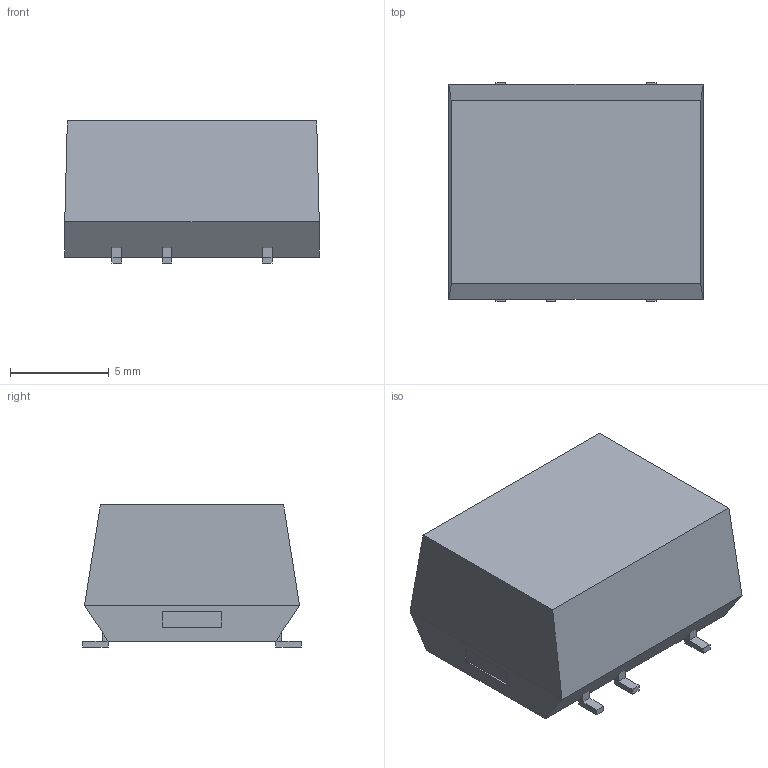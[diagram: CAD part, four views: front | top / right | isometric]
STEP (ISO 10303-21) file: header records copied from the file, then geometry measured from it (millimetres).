
FILE_DESCRIPTION(('FreeCAD Model'),'2;1');
FILE_NAME('NU-C1.step', '2020-05-26T13:37:27',('Author'),(''), 'Open CASCADE STEP processor 7.2','FreeCAD','Unknown');
FILE_SCHEMA(('AUTOMOTIVE_DESIGN { 1 0 10303 214 1 1 1 1 }'));
Length unit declared in the file: millimetre
Products named in the file (6): case; pin_2; pin_4; pin_8; pin_5; pin_1
Bounding box: 12.9 x 11.1 x 7.2 mm (x, y, z)
Volume: 882 mm3; surface area: 595.9 mm2
Topology: 6 solids, 6 shells, 84 faces, 183 edges, 114 vertices
Faces by surface type: plane 80, cylinder 4
Entity records: 4712 total; most frequent: CARTESIAN_POINT 768, DIRECTION 717, LINE 525, VECTOR 525, ORIENTED_EDGE 366, PCURVE 366, DEFINITIONAL_REPRESENTATION 366, EDGE_CURVE 183
